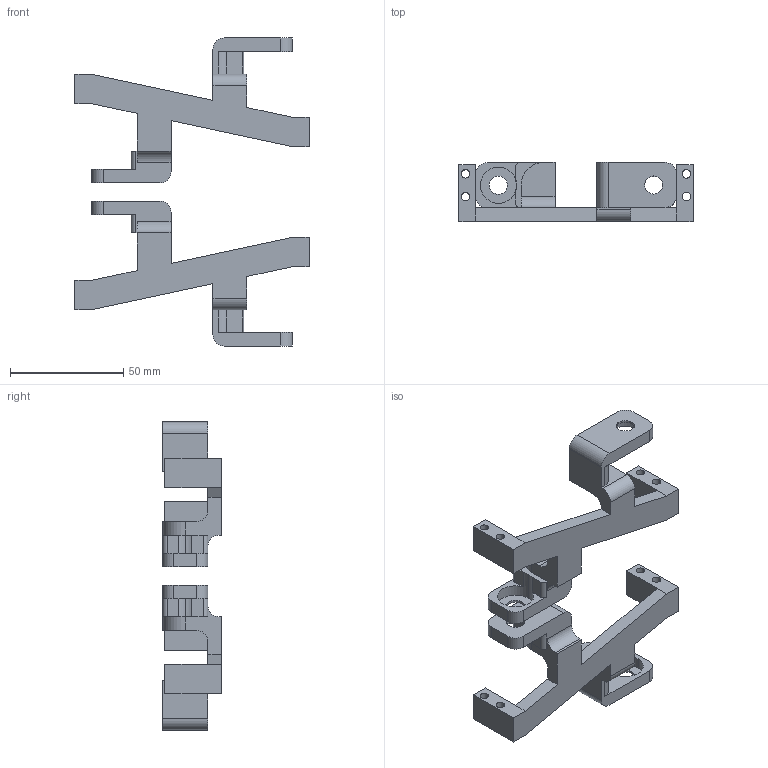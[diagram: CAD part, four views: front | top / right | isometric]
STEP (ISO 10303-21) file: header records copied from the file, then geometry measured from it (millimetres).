
FILE_DESCRIPTION (( 'STEP AP203' ), '1' );
FILE_NAME ('Part1.STEP', '2024-07-06T14:33:36', ( '' ), ( '' ), 'SwSTEP 2.0', 'SolidWorks 2023', '' );
FILE_SCHEMA (( 'CONFIG_CONTROL_DESIGN' ));
Length unit declared in the file: millimetre
Products named in the file (1): Part1
Bounding box: 103.5 x 26 x 136 mm (x, y, z)
Volume: 55610.3 mm3; surface area: 26605.6 mm2
Topology: 2 solids, 2 shells, 148 faces, 418 edges, 276 vertices
Faces by surface type: plane 82, cylinder 66
Entity records: 4937 total; most frequent: DIRECTION 852, CARTESIAN_POINT 843, ORIENTED_EDGE 836, EDGE_CURVE 418, AXIS2_PLACEMENT_3D 285, VECTOR 282, LINE 282, VERTEX_POINT 276
